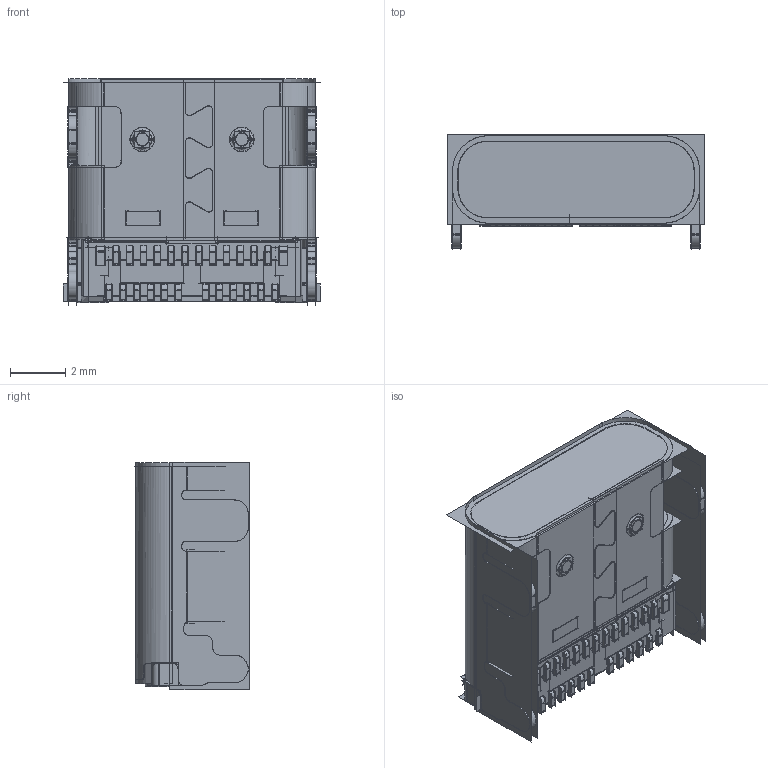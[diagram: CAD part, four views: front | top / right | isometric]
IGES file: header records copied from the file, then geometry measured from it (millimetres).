
Start section:  PTC IGES file: smtmolex0001_asm.igs
Global section: file name: smtmolex0001_asm.igs; native system: Creo Parametric by PTC Inc.; preprocessor: 2016510; author: Administrator; organization: Unknown; date: 20180423.210058; units: millimetre
Bounding box: 9.3 x 4.18 x 8.22 mm (x, y, z)
Volume: 236.7 mm3; surface area: 5300.5 mm2
Topology: 1 solids, 4 shells, 2214 faces, 14701 edges, 20707 vertices
Faces by surface type: bspline 1652, revolution 558, extrusion 4
